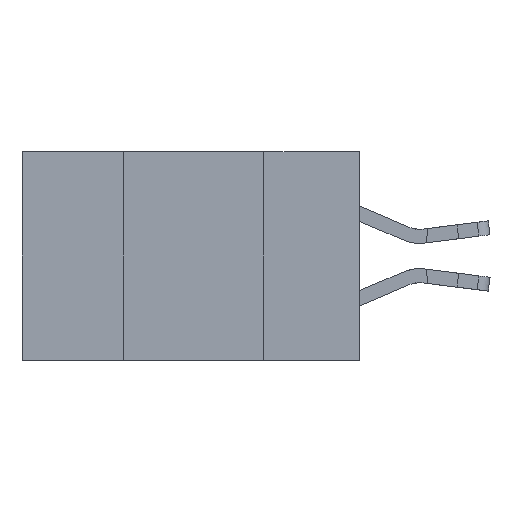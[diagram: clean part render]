
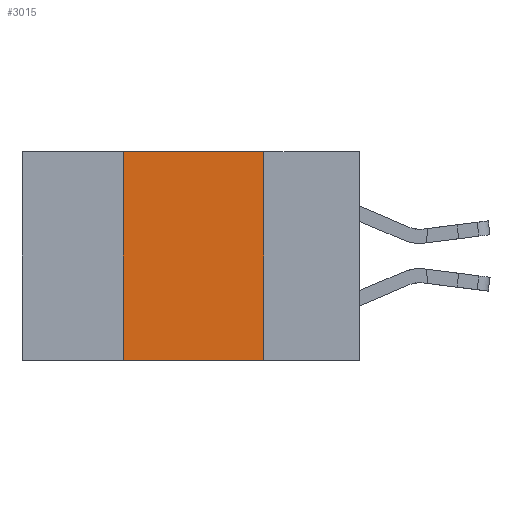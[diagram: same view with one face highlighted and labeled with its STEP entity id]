
A CAD part, left-side view. The second image highlights one B-rep face of the part: STEP entity #3015.
In plain terms, the highlighted planar face has unit normal (-1, 0, 0).
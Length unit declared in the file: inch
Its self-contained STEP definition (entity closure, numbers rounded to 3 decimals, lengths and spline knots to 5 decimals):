
#2121 = EDGE_CURVE ( 'NONE', #13961, #11510, #9395, .T. ) ;
#3015 = ADVANCED_FACE ( 'NONE', ( #19586 ), #7161, .F. ) ;
#3168 = VECTOR ( 'NONE', #15283, 39.37008 ) ;
#3474 = VECTOR ( 'NONE', #19204, 39.37008 ) ;
#4347 = EDGE_CURVE ( 'NONE', #11510, #18906, #11630, .T. ) ;
#5298 = VECTOR ( 'NONE', #17076, 39.37008 ) ;
#5588 = AXIS2_PLACEMENT_3D ( 'NONE', #17718, #19186, #10241 ) ;
#5595 = ORIENTED_EDGE ( 'NONE', *, *, #9070, .F. ) ;
#6564 = ORIENTED_EDGE ( 'NONE', *, *, #11007, .T. ) ;
#7161 = PLANE ( 'NONE',  #5588 ) ;
#8691 = CARTESIAN_POINT ( 'NONE',  ( 0., 0.17, -0.37 ) ) ;
#9070 = EDGE_CURVE ( 'NONE', #18906, #9475, #15303, .T. ) ;
#9138 = VECTOR ( 'NONE', #14962, 39.37008 ) ;
#9395 = LINE ( 'NONE', #14078, #5298 ) ;
#9475 = VERTEX_POINT ( 'NONE', #8691 ) ;
#10007 = CARTESIAN_POINT ( 'NONE',  ( 0., 0.17, 0. ) ) ;
#10241 = DIRECTION ( 'NONE',  ( 0., 0., -1. ) ) ;
#11007 = EDGE_CURVE ( 'NONE', #13961, #9475, #12725, .T. ) ;
#11510 = VERTEX_POINT ( 'NONE', #13153 ) ;
#11630 = LINE ( 'NONE', #19142, #3474 ) ;
#12725 = LINE ( 'NONE', #17998, #9138 ) ;
#13153 = CARTESIAN_POINT ( 'NONE',  ( 0., 0.42, 0. ) ) ;
#13216 = CARTESIAN_POINT ( 'NONE',  ( 0., 0.17, 0. ) ) ;
#13714 = ORIENTED_EDGE ( 'NONE', *, *, #4347, .F. ) ;
#13961 = VERTEX_POINT ( 'NONE', #18123 ) ;
#14078 = CARTESIAN_POINT ( 'NONE',  ( 0., 0.42, 0. ) ) ;
#14906 = EDGE_LOOP ( 'NONE', ( #5595, #13714, #18156, #6564 ) ) ;
#14962 = DIRECTION ( 'NONE',  ( 0., -1., 0. ) ) ;
#15283 = DIRECTION ( 'NONE',  ( 0., 0., -1. ) ) ;
#15303 = LINE ( 'NONE', #10007, #3168 ) ;
#17076 = DIRECTION ( 'NONE',  ( 0., 0., 1. ) ) ;
#17718 = CARTESIAN_POINT ( 'NONE',  ( 0., 0.6, 0. ) ) ;
#17998 = CARTESIAN_POINT ( 'NONE',  ( 0., 0.6, -0.37 ) ) ;
#18123 = CARTESIAN_POINT ( 'NONE',  ( 0., 0.42, -0.37 ) ) ;
#18156 = ORIENTED_EDGE ( 'NONE', *, *, #2121, .F. ) ;
#18906 = VERTEX_POINT ( 'NONE', #13216 ) ;
#19142 = CARTESIAN_POINT ( 'NONE',  ( 0., 0.6, 0. ) ) ;
#19186 = DIRECTION ( 'NONE',  ( 1., 0., 0. ) ) ;
#19204 = DIRECTION ( 'NONE',  ( 0., -1., 0. ) ) ;
#19586 = FACE_OUTER_BOUND ( 'NONE', #14906, .T. ) ;
